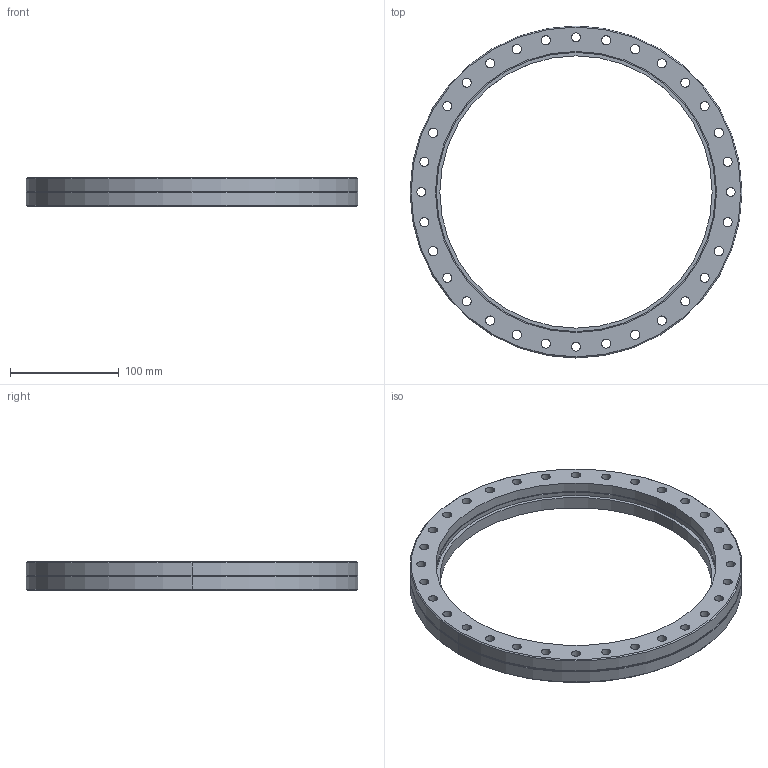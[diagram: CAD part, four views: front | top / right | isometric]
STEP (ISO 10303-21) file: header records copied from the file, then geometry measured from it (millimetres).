
FILE_DESCRIPTION (( 'STEP AP214' ), '1' );
FILE_NAME ('420 FAD 250-256.STEP', '2011-01-31T15:05:48', ( '-' ), ( 'Trinos' ), 'SwSTEP 2.0', 'SolidWorks 2010', '' );
FILE_SCHEMA (( 'AUTOMOTIVE_DESIGN' ));
Length unit declared in the file: millimetre
Products named in the file (1): 420 FAD 250-256
Bounding box: 304.8 x 304.8 x 26 mm (x, y, z)
Volume: 523853.6 mm3; surface area: 112138 mm2
Topology: 1 solids, 2 shells, 103 faces, 275 edges, 178 vertices
Faces by surface type: cylinder 83, plane 8, torus 6, cone 6
Entity records: 3515 total; most frequent: DIRECTION 657, CARTESIAN_POINT 615, ORIENTED_EDGE 550, AXIS2_PLACEMENT_3D 284, EDGE_CURVE 275, CIRCLE 180, VERTEX_POINT 178, EDGE_LOOP 173
